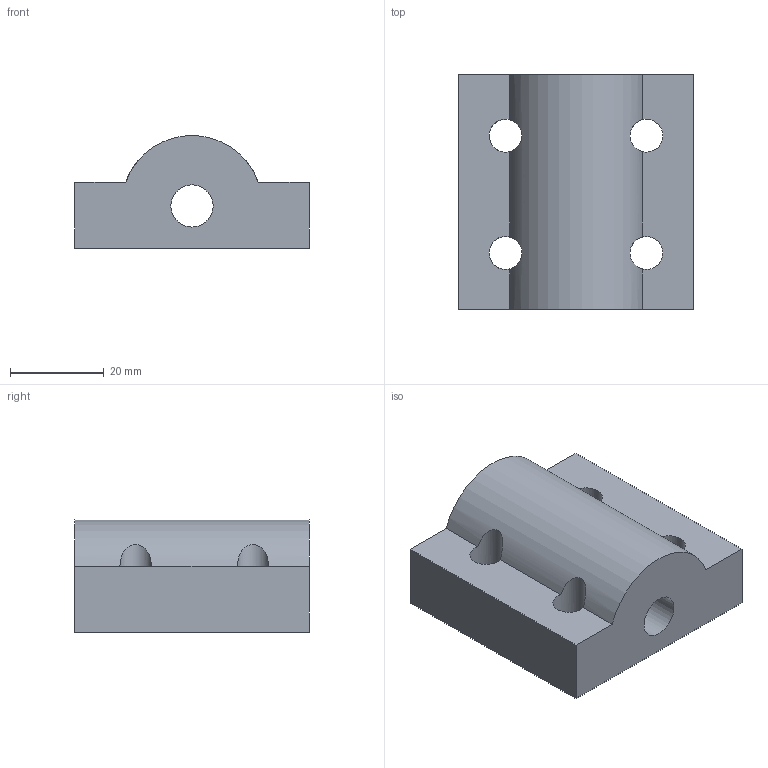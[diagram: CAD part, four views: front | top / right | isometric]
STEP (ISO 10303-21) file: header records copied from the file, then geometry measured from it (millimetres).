
FILE_DESCRIPTION(/* description */ (''),/* implementation_level */ '2;1');
FILE_NAME(/* name */ 'Axle Mount v4.stp',/* time_stamp */ '2025-09-12T00:26:12+02:00',/* author */ (''),/* organization */ (''),/* preprocessor_version */ 'ST-DEVELOPER v20.1',/* originating_system */ 'Autodesk Translation Framework v14.10.0.0',/* authorisation */ '');
FILE_SCHEMA (('AUTOMOTIVE_DESIGN { 1 0 10303 214 3 1 1 }'));
Length unit declared in the file: millimetre
Products named in the file (1): Axle Mount
Bounding box: 50 x 50 x 23.95 mm (x, y, z)
Volume: 34844.8 mm3; surface area: 11355.4 mm2
Topology: 1 solids, 1 shells, 15 faces, 51 edges, 34 vertices
Faces by surface type: plane 8, cylinder 7
Full cylindrical faces by diameter (mm): 7 x4, 9 x1
Entity records: 696 total; most frequent: CARTESIAN_POINT 195, ORIENTED_EDGE 102, DIRECTION 93, EDGE_CURVE 51, VERTEX_POINT 34, AXIS2_PLACEMENT_3D 32, LINE 29, VECTOR 29
